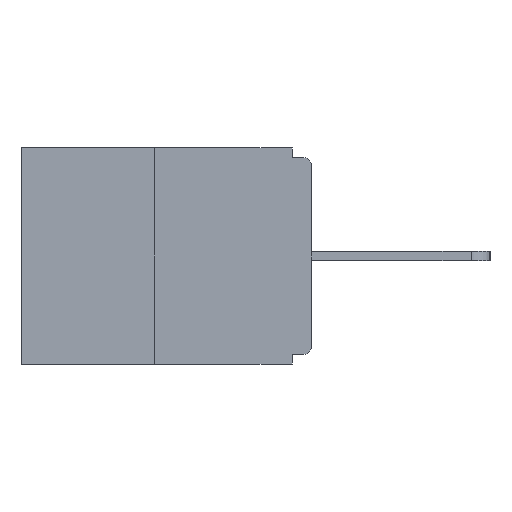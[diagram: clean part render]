
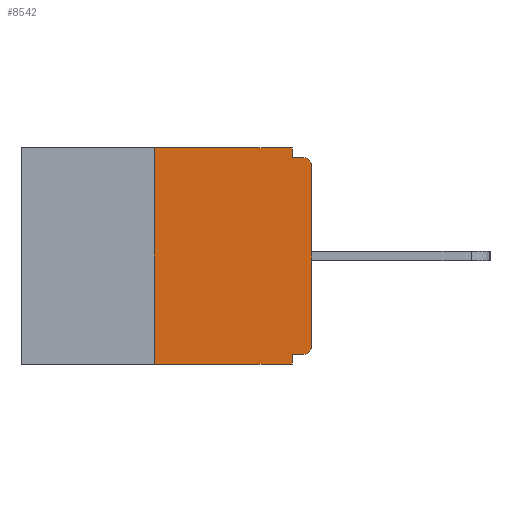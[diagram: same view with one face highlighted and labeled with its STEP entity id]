
A CAD part, left-side view. The second image highlights one B-rep face of the part: STEP entity #8542.
In plain terms, the highlighted planar face has unit normal (-1, 0, 0).
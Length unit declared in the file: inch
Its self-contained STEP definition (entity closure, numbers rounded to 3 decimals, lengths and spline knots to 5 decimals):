
#104 = CARTESIAN_POINT ( 'NONE',  ( 0., 0., -0.015 ) ) ;
#178 = EDGE_CURVE ( 'NONE', #6189, #3044, #3779, .T. ) ;
#194 = LINE ( 'NONE', #5354, #11163 ) ;
#329 = VERTEX_POINT ( 'NONE', #3125 ) ;
#356 = CARTESIAN_POINT ( 'NONE',  ( 0., 0.25, 0. ) ) ;
#541 = VECTOR ( 'NONE', #6235, 39.37008 ) ;
#546 = CARTESIAN_POINT ( 'NONE',  ( 0., 0., -0.03 ) ) ;
#731 = AXIS2_PLACEMENT_3D ( 'NONE', #7959, #7936, #7907 ) ;
#902 = VECTOR ( 'NONE', #7237, 39.37008 ) ;
#1404 = DIRECTION ( 'NONE',  ( 0., 1., 0. ) ) ;
#1409 = AXIS2_PLACEMENT_3D ( 'NONE', #10153, #10018, #8514 ) ;
#1571 = CARTESIAN_POINT ( 'NONE',  ( 0., 0.46, -0.343 ) ) ;
#1685 = CARTESIAN_POINT ( 'NONE',  ( 0., 0.015, -0.328 ) ) ;
#1688 = FACE_OUTER_BOUND ( 'NONE', #10271, .T. ) ;
#1747 = DIRECTION ( 'NONE',  ( 1., 0., 0. ) ) ;
#1773 = VERTEX_POINT ( 'NONE', #9045 ) ;
#1830 = EDGE_CURVE ( 'NONE', #9611, #6189, #4390, .T. ) ;
#2132 = DIRECTION ( 'NONE',  ( 0., 0., 1. ) ) ;
#2370 = VERTEX_POINT ( 'NONE', #10994 ) ;
#2484 = LINE ( 'NONE', #104, #9110 ) ;
#2629 = VERTEX_POINT ( 'NONE', #7993 ) ;
#2922 = EDGE_CURVE ( 'NONE', #9611, #1773, #11172, .T. ) ;
#3044 = VERTEX_POINT ( 'NONE', #546 ) ;
#3125 = CARTESIAN_POINT ( 'NONE',  ( 0., 0.031, 0. ) ) ;
#3156 = CARTESIAN_POINT ( 'NONE',  ( 0., 0., 0. ) ) ;
#3172 = EDGE_CURVE ( 'NONE', #10598, #2370, #6452, .T. ) ;
#3214 = EDGE_CURVE ( 'NONE', #10598, #4919, #3593, .T. ) ;
#3229 = EDGE_CURVE ( 'NONE', #1773, #4919, #9916, .T. ) ;
#3264 = EDGE_CURVE ( 'NONE', #329, #2629, #194, .T. ) ;
#3329 = ORIENTED_EDGE ( 'NONE', *, *, #3635, .F. ) ;
#3347 = ORIENTED_EDGE ( 'NONE', *, *, #3172, .F. ) ;
#3397 = ORIENTED_EDGE ( 'NONE', *, *, #3214, .T. ) ;
#3434 = ORIENTED_EDGE ( 'NONE', *, *, #3229, .F. ) ;
#3488 = ORIENTED_EDGE ( 'NONE', *, *, #2922, .F. ) ;
#3506 = ORIENTED_EDGE ( 'NONE', *, *, #1830, .T. ) ;
#3560 = ORIENTED_EDGE ( 'NONE', *, *, #178, .T. ) ;
#3593 = LINE ( 'NONE', #1571, #902 ) ;
#3599 = ORIENTED_EDGE ( 'NONE', *, *, #6066, .T. ) ;
#3635 = EDGE_CURVE ( 'NONE', #2370, #329, #11156, .T. ) ;
#3714 = ORIENTED_EDGE ( 'NONE', *, *, #3931, .F. ) ;
#3733 = VECTOR ( 'NONE', #2132, 39.37008 ) ;
#3734 = ORIENTED_EDGE ( 'NONE', *, *, #3264, .F. ) ;
#3779 = LINE ( 'NONE', #3156, #3733 ) ;
#3931 = EDGE_CURVE ( 'NONE', #2629, #8019, #2484, .T. ) ;
#4390 = CIRCLE ( 'NONE', #1409, 0.015 ) ;
#4569 = DIRECTION ( 'NONE',  ( 0., -1., 0. ) ) ;
#4626 = CARTESIAN_POINT ( 'NONE',  ( 0., 0., -0.328 ) ) ;
#4882 = VECTOR ( 'NONE', #4569, 39.37008 ) ;
#4919 = VERTEX_POINT ( 'NONE', #9158 ) ;
#5299 = DIRECTION ( 'NONE',  ( 0., 0., -1. ) ) ;
#5354 = CARTESIAN_POINT ( 'NONE',  ( 0., 0.031, 0. ) ) ;
#5497 = DIRECTION ( 'NONE',  ( 0., -1., 0. ) ) ;
#5706 = DIRECTION ( 'NONE',  ( 0., 0., 1. ) ) ;
#5825 = CIRCLE ( 'NONE', #731, 0.015 ) ;
#6066 = EDGE_CURVE ( 'NONE', #3044, #8019, #5825, .T. ) ;
#6189 = VERTEX_POINT ( 'NONE', #6400 ) ;
#6235 = DIRECTION ( 'NONE',  ( 0., 0., -1. ) ) ;
#6400 = CARTESIAN_POINT ( 'NONE',  ( 0., 0., -0.313 ) ) ;
#6452 = LINE ( 'NONE', #356, #8360 ) ;
#7149 = CARTESIAN_POINT ( 'NONE',  ( 0., 0.46, 0. ) ) ;
#7237 = DIRECTION ( 'NONE',  ( 0., -1., 0. ) ) ;
#7907 = DIRECTION ( 'NONE',  ( 0., 0., -1. ) ) ;
#7936 = DIRECTION ( 'NONE',  ( -1., 0., 0. ) ) ;
#7959 = CARTESIAN_POINT ( 'NONE',  ( 0., 0.015, -0.03 ) ) ;
#7964 = DIRECTION ( 'NONE',  ( 0., 0., -1. ) ) ;
#7993 = CARTESIAN_POINT ( 'NONE',  ( 0., 0.031, -0.015 ) ) ;
#8019 = VERTEX_POINT ( 'NONE', #9809 ) ;
#8027 = CARTESIAN_POINT ( 'NONE',  ( 0., 0.46, 0. ) ) ;
#8360 = VECTOR ( 'NONE', #5706, 39.37008 ) ;
#8514 = DIRECTION ( 'NONE',  ( 0., 0., -1. ) ) ;
#8542 = ADVANCED_FACE ( 'NONE', ( #1688 ), #9518, .F. ) ;
#8580 = CARTESIAN_POINT ( 'NONE',  ( 0., 0.031, -0.343 ) ) ;
#8595 = CARTESIAN_POINT ( 'NONE',  ( 0., 0.25, -0.343 ) ) ;
#9045 = CARTESIAN_POINT ( 'NONE',  ( 0., 0.031, -0.328 ) ) ;
#9110 = VECTOR ( 'NONE', #5497, 39.37008 ) ;
#9158 = CARTESIAN_POINT ( 'NONE',  ( 0., 0.031, -0.343 ) ) ;
#9240 = VECTOR ( 'NONE', #1404, 39.37008 ) ;
#9518 = PLANE ( 'NONE',  #10617 ) ;
#9611 = VERTEX_POINT ( 'NONE', #1685 ) ;
#9809 = CARTESIAN_POINT ( 'NONE',  ( 0., 0.015, -0.015 ) ) ;
#9916 = LINE ( 'NONE', #8580, #541 ) ;
#10018 = DIRECTION ( 'NONE',  ( -1., 0., 0. ) ) ;
#10153 = CARTESIAN_POINT ( 'NONE',  ( 0., 0.015, -0.313 ) ) ;
#10271 = EDGE_LOOP ( 'NONE', ( #3329, #3347, #3397, #3434, #3488, #3506, #3560, #3599, #3714, #3734 ) ) ;
#10598 = VERTEX_POINT ( 'NONE', #8595 ) ;
#10617 = AXIS2_PLACEMENT_3D ( 'NONE', #7149, #1747, #7964 ) ;
#10994 = CARTESIAN_POINT ( 'NONE',  ( 0., 0.25, 0. ) ) ;
#11156 = LINE ( 'NONE', #8027, #4882 ) ;
#11163 = VECTOR ( 'NONE', #5299, 39.37008 ) ;
#11172 = LINE ( 'NONE', #4626, #9240 ) ;
